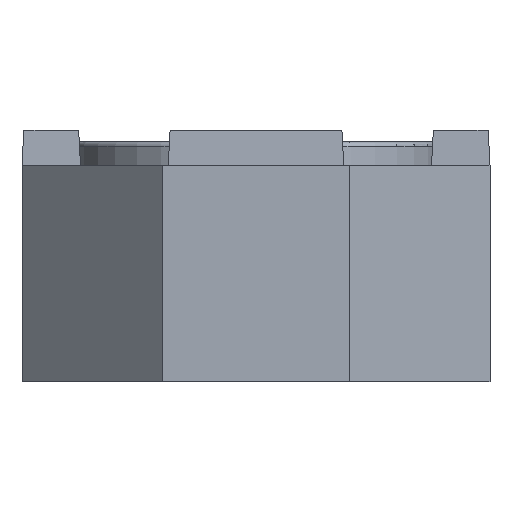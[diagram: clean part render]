
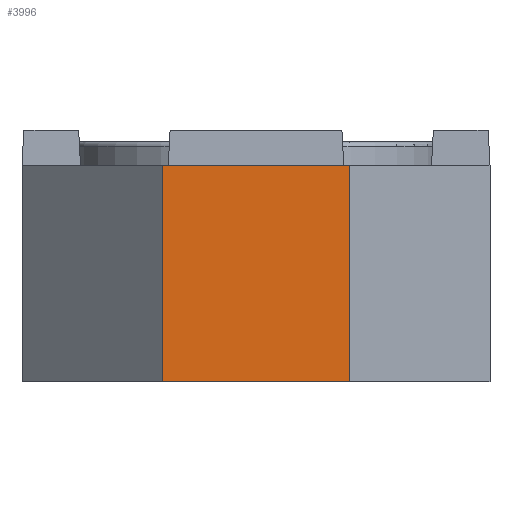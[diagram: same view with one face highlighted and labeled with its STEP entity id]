
A CAD part, left-side view. The second image highlights one B-rep face of the part: STEP entity #3996.
In plain terms, the highlighted planar face has unit normal (-1, 0, 0).
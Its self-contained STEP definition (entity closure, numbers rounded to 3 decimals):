
#36 = VERTEX_POINT ( 'NONE', #2681 ) ;
#164 = VECTOR ( 'NONE', #1918, 1000. ) ;
#293 = DIRECTION ( 'NONE',  ( 0., -1., 0. ) ) ;
#300 = AXIS2_PLACEMENT_3D ( 'NONE', #5480, #2292, #5515 ) ;
#334 = CARTESIAN_POINT ( 'NONE',  ( -4., 1.6, -1.85 ) ) ;
#368 = ORIENTED_EDGE ( 'NONE', *, *, #3768, .T. ) ;
#803 = VECTOR ( 'NONE', #293, 1000. ) ;
#1104 = CARTESIAN_POINT ( 'NONE',  ( -4., -1.6, 1.85 ) ) ;
#1239 = LINE ( 'NONE', #4175, #164 ) ;
#1445 = EDGE_CURVE ( 'NONE', #5429, #4863, #4698, .T. ) ;
#1639 = DIRECTION ( 'NONE',  ( 0., -1., 0. ) ) ;
#1743 = EDGE_CURVE ( 'NONE', #36, #3338, #1239, .T. ) ;
#1918 = DIRECTION ( 'NONE',  ( 0., 0., -1. ) ) ;
#1930 = LINE ( 'NONE', #1994, #3279 ) ;
#1994 = CARTESIAN_POINT ( 'NONE',  ( -4., 1.6, 1.85 ) ) ;
#2292 = DIRECTION ( 'NONE',  ( 1., 0., 0. ) ) ;
#2298 = CARTESIAN_POINT ( 'NONE',  ( -4., 1.6, -1.85 ) ) ;
#2622 = EDGE_CURVE ( 'NONE', #36, #5429, #1930, .T. ) ;
#2681 = CARTESIAN_POINT ( 'NONE',  ( -4., 1.6, 1.85 ) ) ;
#3279 = VECTOR ( 'NONE', #1639, 1000. ) ;
#3338 = VERTEX_POINT ( 'NONE', #2298 ) ;
#3768 = EDGE_CURVE ( 'NONE', #3338, #4863, #4395, .T. ) ;
#3780 = DIRECTION ( 'NONE',  ( 0., 0., -1. ) ) ;
#3832 = FACE_OUTER_BOUND ( 'NONE', #5061, .T. ) ;
#3996 = ADVANCED_FACE ( 'NONE', ( #3832 ), #4505, .F. ) ;
#4175 = CARTESIAN_POINT ( 'NONE',  ( -4., 1.6, 1.85 ) ) ;
#4395 = LINE ( 'NONE', #334, #803 ) ;
#4505 = PLANE ( 'NONE',  #300 ) ;
#4698 = LINE ( 'NONE', #1104, #4840 ) ;
#4840 = VECTOR ( 'NONE', #3780, 1000. ) ;
#4863 = VERTEX_POINT ( 'NONE', #5247 ) ;
#5061 = EDGE_LOOP ( 'NONE', ( #368, #5642, #5808, #5246 ) ) ;
#5246 = ORIENTED_EDGE ( 'NONE', *, *, #1743, .T. ) ;
#5247 = CARTESIAN_POINT ( 'NONE',  ( -4., -1.6, -1.85 ) ) ;
#5429 = VERTEX_POINT ( 'NONE', #5705 ) ;
#5480 = CARTESIAN_POINT ( 'NONE',  ( -4., 1.6, 1.85 ) ) ;
#5515 = DIRECTION ( 'NONE',  ( 0., 0., -1. ) ) ;
#5642 = ORIENTED_EDGE ( 'NONE', *, *, #1445, .F. ) ;
#5705 = CARTESIAN_POINT ( 'NONE',  ( -4., -1.6, 1.85 ) ) ;
#5808 = ORIENTED_EDGE ( 'NONE', *, *, #2622, .F. ) ;
